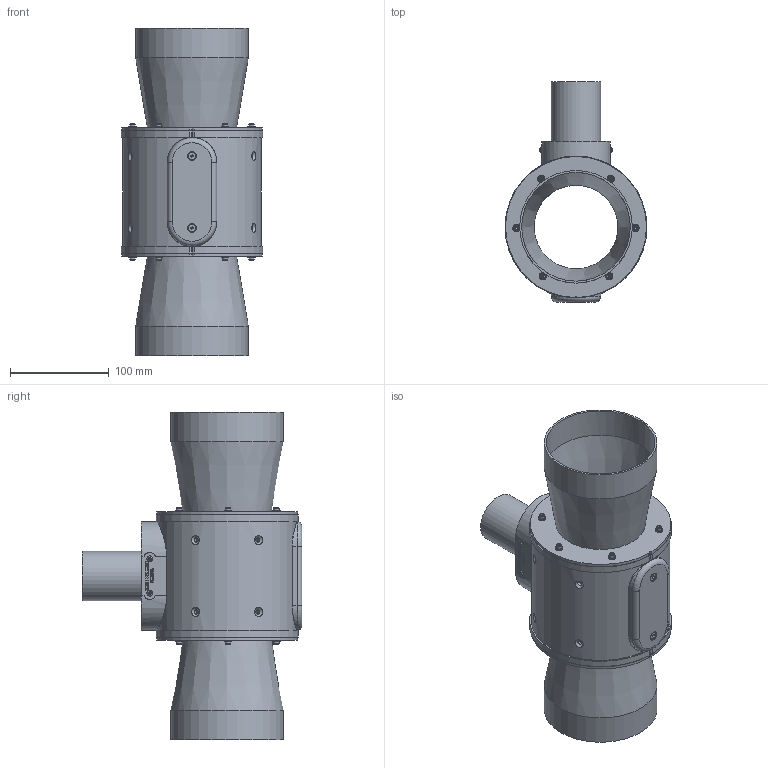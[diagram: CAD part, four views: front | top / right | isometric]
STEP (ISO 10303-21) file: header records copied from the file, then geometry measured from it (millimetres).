
FILE_DESCRIPTION (( 'STEP AP214' ), '1' );
FILE_NAME ('P-086-030-rev-A-IP.STEP', '2025-03-12T07:23:46', ( '' ), ( '' ), 'SwSTEP 2.0', 'SolidWorks 2024', '' );
FILE_SCHEMA (( 'AUTOMOTIVE_DESIGN' ));
Length unit declared in the file: millimetre
Products named in the file (1): P-086-030-rev-A-IP
Bounding box: 143.98 x 223.22 x 332.06 mm (x, y, z)
Volume: 1694589.5 mm3; surface area: 271110.4 mm2
Topology: 1 solids, 21 shells, 930 faces, 2261 edges, 1451 vertices
Faces by surface type: plane 573, bspline 138, cylinder 129, cone 60, torus 26, sphere 4
Full cylindrical faces by diameter (mm): 3 x12, 3.3 x8, 3.6 x12, 4.5 x8, 5.5 x12, 5.7 x4, 7.5 x12, 7.64 x2, 8.5 x6, 50 x1, 86 x1, 110.3 x2, 114.3 x2, 141 x1
Entity records: 35583 total; most frequent: CARTESIAN_POINT 10409, ORIENTED_EDGE 4036, DIRECTION 3442, EDGE_CURVE 2018, VERTEX_POINT 1372, AXIS2_PLACEMENT_3D 1203, EDGE_LOOP 1198, FACE_OUTER_BOUND 1041
